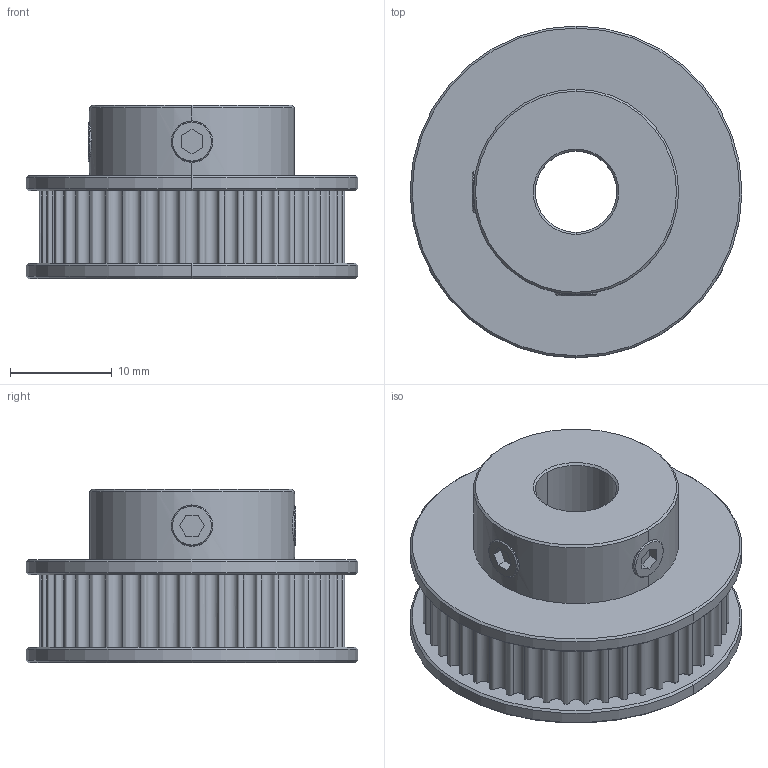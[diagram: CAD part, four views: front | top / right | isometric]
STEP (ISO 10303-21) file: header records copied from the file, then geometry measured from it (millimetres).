
FILE_DESCRIPTION (( 'STEP AP214' ), '1' );
FILE_NAME ('2GT-48T.STEP', '2025-09-11T13:15:30', ( '' ), ( '' ), 'SwSTEP 2.0', 'SolidWorks 2025', '' );
FILE_SCHEMA (( 'AUTOMOTIVE_DESIGN' ));
Length unit declared in the file: millimetre
Products named in the file (5): 2GT-48T; Pulley.step; Screw.step; Screw (1).step; GT2 48T 8 Bore v3.step
Assembly tree (4 placements, depth 3):
  2GT-48T
    GT2 48T 8 Bore v3.step
      Pulley.step
      Screw.step
      Screw (1).step
Bounding box: 32.6 x 32.6 x 17 mm (x, y, z)
Volume: 9117.3 mm3; surface area: 4163.1 mm2
Topology: 3 solids, 3 shells, 59 faces, 132 edges, 82 vertices
Faces by surface type: plane 23, cone 18, cylinder 16, bspline 2
Entity records: 5589 total; most frequent: CARTESIAN_POINT 4096, DIRECTION 286, ORIENTED_EDGE 264, EDGE_CURVE 132, AXIS2_PLACEMENT_3D 107, VERTEX_POINT 82, VECTOR 72, LINE 72
